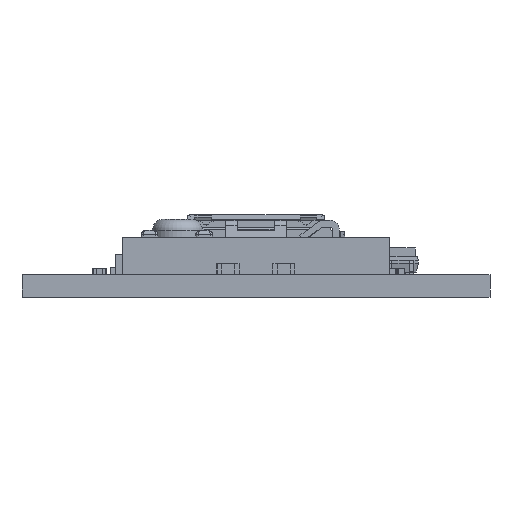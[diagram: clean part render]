
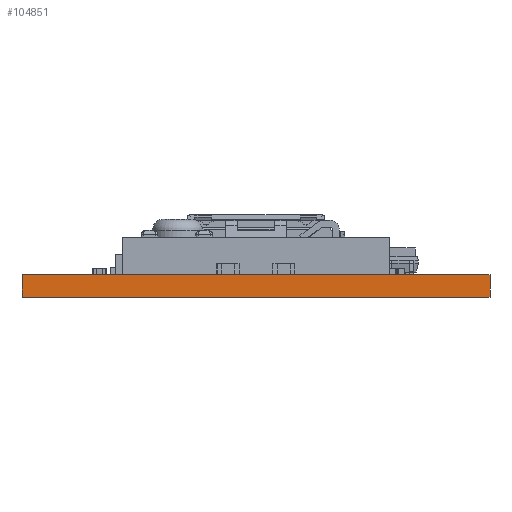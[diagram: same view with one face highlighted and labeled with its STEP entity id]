
A CAD part, front view. The second image highlights one B-rep face of the part: STEP entity #104851.
In plain terms, the highlighted planar face has unit normal (0, -1, 0).
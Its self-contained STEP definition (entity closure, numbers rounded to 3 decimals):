
#7890=PLANE('',#112275);
#11205=FACE_OUTER_BOUND('',#17483,.T.);
#17483=EDGE_LOOP('',(#73115,#73116,#73117,#73118));
#24168=LINE('',#148888,#34464);
#24169=LINE('',#148890,#34465);
#24170=LINE('',#148892,#34466);
#24171=LINE('',#148893,#34467);
#34464=VECTOR('',#121232,10.);
#34465=VECTOR('',#121233,10.);
#34466=VECTOR('',#121234,10.);
#34467=VECTOR('',#121235,10.);
#47774=VERTEX_POINT('',#148886);
#47775=VERTEX_POINT('',#148887);
#47776=VERTEX_POINT('',#148889);
#47777=VERTEX_POINT('',#148891);
#57511=EDGE_CURVE('',#47774,#47775,#24168,.T.);
#57512=EDGE_CURVE('',#47774,#47776,#24169,.T.);
#57513=EDGE_CURVE('',#47776,#47777,#24170,.T.);
#57514=EDGE_CURVE('',#47775,#47777,#24171,.T.);
#73115=ORIENTED_EDGE('',*,*,#57511,.F.);
#73116=ORIENTED_EDGE('',*,*,#57512,.T.);
#73117=ORIENTED_EDGE('',*,*,#57513,.T.);
#73118=ORIENTED_EDGE('',*,*,#57514,.F.);
#104851=ADVANCED_FACE('',(#11205),#7890,.F.);
#112275=AXIS2_PLACEMENT_3D('',#148885,#121230,#121231);
#121230=DIRECTION('center_axis',(0.,1.,0.));
#121231=DIRECTION('ref_axis',(0.,0.,1.));
#121232=DIRECTION('',(1.,0.,0.));
#121233=DIRECTION('',(0.,0.,-1.));
#121234=DIRECTION('',(1.,0.,0.));
#121235=DIRECTION('',(0.,0.,-1.));
#148885=CARTESIAN_POINT('Origin',(0.,-51.,0.8));
#148886=CARTESIAN_POINT('',(-10.5,-51.,1.6));
#148887=CARTESIAN_POINT('',(10.5,-51.,1.6));
#148888=CARTESIAN_POINT('',(0.,-51.,1.6));
#148889=CARTESIAN_POINT('',(-10.5,-51.,0.6));
#148890=CARTESIAN_POINT('',(-10.5,-51.,0.8));
#148891=CARTESIAN_POINT('',(10.5,-51.,0.6));
#148892=CARTESIAN_POINT('',(3.,-51.,0.6));
#148893=CARTESIAN_POINT('',(10.5,-51.,0.8));
